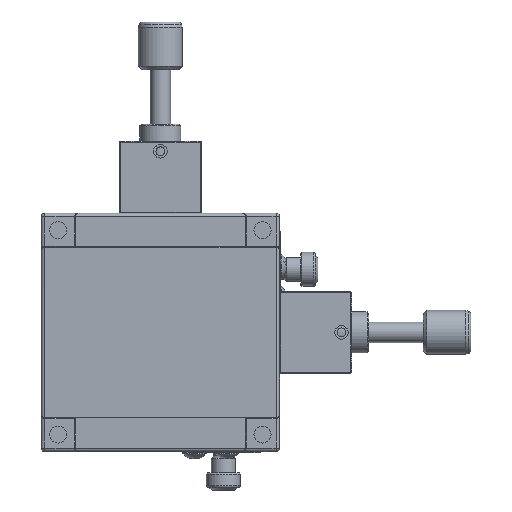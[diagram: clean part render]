
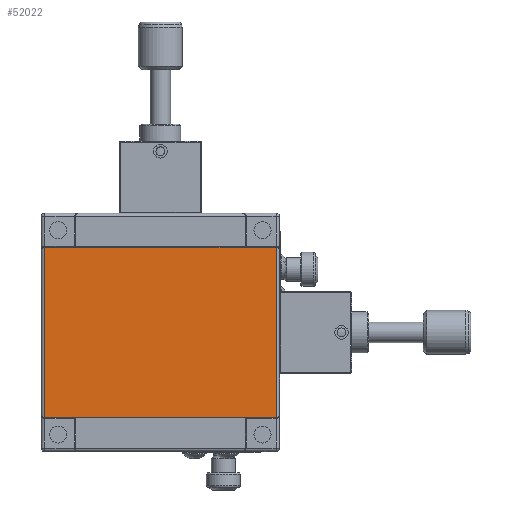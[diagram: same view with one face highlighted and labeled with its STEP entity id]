
A CAD part, front view. The second image highlights one B-rep face of the part: STEP entity #52022.
In plain terms, the highlighted planar face has unit normal (0, -1, 0).
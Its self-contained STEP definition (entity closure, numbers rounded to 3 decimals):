
#5339 = VECTOR ( 'NONE', #85687, 1000. ) ;
#5349 = CARTESIAN_POINT ( 'NONE',  ( 35.374, -10.094, -25. ) ) ;
#17445 = CARTESIAN_POINT ( 'NONE',  ( 36.374, -10.094, 25. ) ) ;
#17466 = ORIENTED_EDGE ( 'NONE', *, *, #83892, .T. ) ;
#28484 = DIRECTION ( 'NONE',  ( 0., 0., 1. ) ) ;
#30445 = ORIENTED_EDGE ( 'NONE', *, *, #88956, .T. ) ;
#32858 = DIRECTION ( 'NONE',  ( 0., 0., -1. ) ) ;
#35273 = DIRECTION ( 'NONE',  ( -1., 0., 0. ) ) ;
#37634 = VECTOR ( 'NONE', #35273, 1000. ) ;
#39693 = VERTEX_POINT ( 'NONE', #129890 ) ;
#46842 = EDGE_LOOP ( 'NONE', ( #115300, #66828, #17466, #30445 ) ) ;
#52022 = ADVANCED_FACE ( 'NONE', ( #86354 ), #81185, .F. ) ;
#54625 = LINE ( 'NONE', #127681, #107550 ) ;
#55321 = VERTEX_POINT ( 'NONE', #5349 ) ;
#60093 = DIRECTION ( 'NONE',  ( -1., 0., 0. ) ) ;
#62445 = LINE ( 'NONE', #119470, #37634 ) ;
#66828 = ORIENTED_EDGE ( 'NONE', *, *, #135608, .T. ) ;
#67817 = VERTEX_POINT ( 'NONE', #107256 ) ;
#70662 = VERTEX_POINT ( 'NONE', #135736 ) ;
#78791 = VECTOR ( 'NONE', #60093, 1000. ) ;
#81185 = PLANE ( 'NONE',  #124406 ) ;
#83892 = EDGE_CURVE ( 'NONE', #70662, #67817, #131760, .T. ) ;
#85687 = DIRECTION ( 'NONE',  ( 0., 0., 1. ) ) ;
#86354 = FACE_OUTER_BOUND ( 'NONE', #46842, .T. ) ;
#88956 = EDGE_CURVE ( 'NONE', #67817, #39693, #54625, .T. ) ;
#91825 = DIRECTION ( 'NONE',  ( 0., 1., 0. ) ) ;
#107256 = CARTESIAN_POINT ( 'NONE',  ( -32.626, -10.094, 25. ) ) ;
#107550 = VECTOR ( 'NONE', #32858, 1000. ) ;
#112782 = CARTESIAN_POINT ( 'NONE',  ( 36.374, -10.094, 25. ) ) ;
#115300 = ORIENTED_EDGE ( 'NONE', *, *, #116362, .F. ) ;
#116362 = EDGE_CURVE ( 'NONE', #55321, #39693, #62445, .T. ) ;
#119470 = CARTESIAN_POINT ( 'NONE',  ( 36.374, -10.094, -25. ) ) ;
#121126 = LINE ( 'NONE', #127817, #5339 ) ;
#124406 = AXIS2_PLACEMENT_3D ( 'NONE', #17445, #91825, #28484 ) ;
#127681 = CARTESIAN_POINT ( 'NONE',  ( -32.626, -10.094, 25. ) ) ;
#127817 = CARTESIAN_POINT ( 'NONE',  ( 35.374, -10.094, 25. ) ) ;
#129890 = CARTESIAN_POINT ( 'NONE',  ( -32.626, -10.094, -25. ) ) ;
#131760 = LINE ( 'NONE', #112782, #78791 ) ;
#135608 = EDGE_CURVE ( 'NONE', #55321, #70662, #121126, .T. ) ;
#135736 = CARTESIAN_POINT ( 'NONE',  ( 35.374, -10.094, 25. ) ) ;
